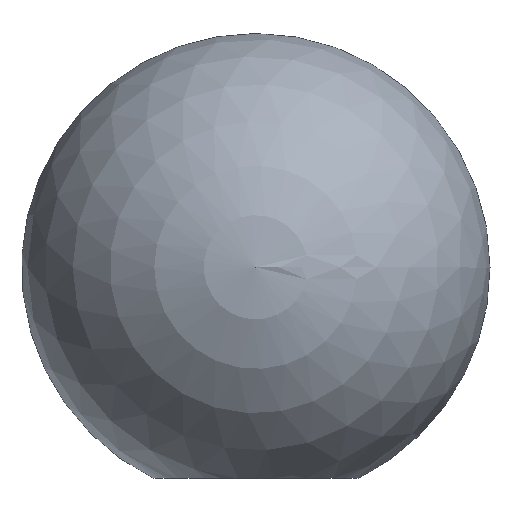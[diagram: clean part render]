
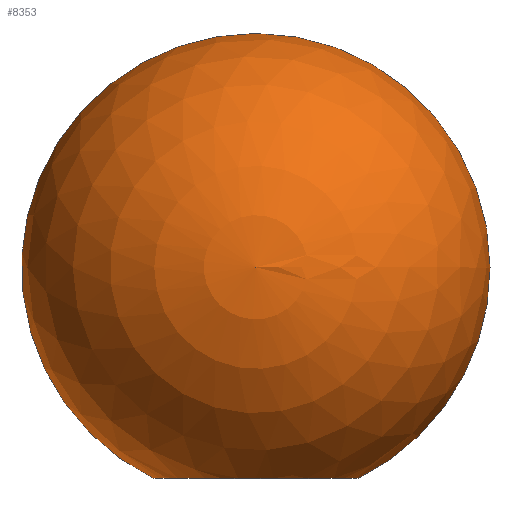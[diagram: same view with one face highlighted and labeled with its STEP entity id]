
A CAD part, top view. The second image highlights one B-rep face of the part: STEP entity #8353.
In plain terms, the highlighted spherical face has radius 15 mm.
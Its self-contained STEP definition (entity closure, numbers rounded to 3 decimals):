
#1093 = FACE_OUTER_BOUND ( 'NONE', #3601, .T. ) ;
#1349 = VERTEX_POINT ( 'NONE', #11137 ) ;
#1559 = AXIS2_PLACEMENT_3D ( 'NONE', #14648, #13783, #9292 ) ;
#1882 = AXIS2_PLACEMENT_3D ( 'NONE', #12745, #5876, #13952 ) ;
#1964 = DIRECTION ( 'NONE',  ( 1., 0., 0. ) ) ;
#2142 = CIRCLE ( 'NONE', #1559, 6.55 ) ;
#2537 = EDGE_CURVE ( 'NONE', #1349, #13332, #7641, .T. ) ;
#2607 = CARTESIAN_POINT ( 'NONE',  ( -6.55, -13.494, 0. ) ) ;
#3097 = ORIENTED_EDGE ( 'NONE', *, *, #2537, .T. ) ;
#3167 = VERTEX_POINT ( 'NONE', #11886 ) ;
#3601 = EDGE_LOOP ( 'NONE', ( #3757, #3097, #11096 ) ) ;
#3757 = ORIENTED_EDGE ( 'NONE', *, *, #11487, .F. ) ;
#3832 = AXIS2_PLACEMENT_3D ( 'NONE', #11211, #7934, #4353 ) ;
#4353 = DIRECTION ( 'NONE',  ( 1., 0., 0. ) ) ;
#4629 = AXIS2_PLACEMENT_3D ( 'NONE', #14579, #8846, #1964 ) ;
#5876 = DIRECTION ( 'NONE',  ( 0., 0., -1. ) ) ;
#6316 = SPHERICAL_SURFACE ( 'NONE', #4629, 15. ) ;
#7641 = CIRCLE ( 'NONE', #3832, 15. ) ;
#7934 = DIRECTION ( 'NONE',  ( 0., 0., 1. ) ) ;
#8049 = EDGE_CURVE ( 'NONE', #3167, #13332, #2142, .T. ) ;
#8353 = ADVANCED_FACE ( 'NONE', ( #1093 ), #6316, .T. ) ;
#8846 = DIRECTION ( 'NONE',  ( 0., 0., 1. ) ) ;
#9292 = DIRECTION ( 'NONE',  ( 1., 0., 0. ) ) ;
#11096 = ORIENTED_EDGE ( 'NONE', *, *, #8049, .F. ) ;
#11137 = CARTESIAN_POINT ( 'NONE',  ( 0., 15., 0. ) ) ;
#11211 = CARTESIAN_POINT ( 'NONE',  ( 0., 0., 0. ) ) ;
#11487 = EDGE_CURVE ( 'NONE', #1349, #3167, #12661, .T. ) ;
#11886 = CARTESIAN_POINT ( 'NONE',  ( 6.55, -13.494, 0. ) ) ;
#12661 = CIRCLE ( 'NONE', #1882, 15. ) ;
#12745 = CARTESIAN_POINT ( 'NONE',  ( 0., 0., 0. ) ) ;
#13332 = VERTEX_POINT ( 'NONE', #2607 ) ;
#13783 = DIRECTION ( 'NONE',  ( 0., -1., 0. ) ) ;
#13952 = DIRECTION ( 'NONE',  ( -1., 0., 0. ) ) ;
#14579 = CARTESIAN_POINT ( 'NONE',  ( 0., 0., 0. ) ) ;
#14648 = CARTESIAN_POINT ( 'NONE',  ( 0., -13.494, 0. ) ) ;
